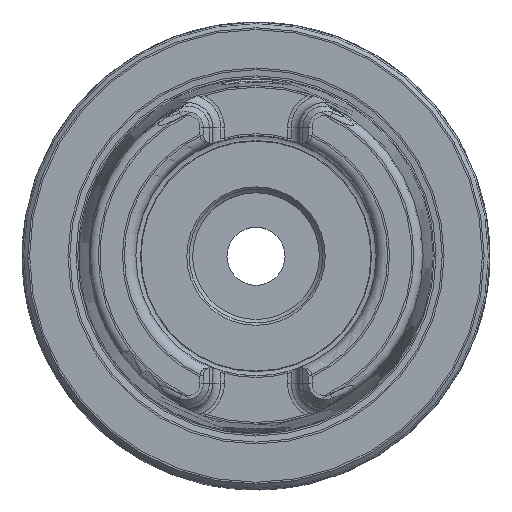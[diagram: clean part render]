
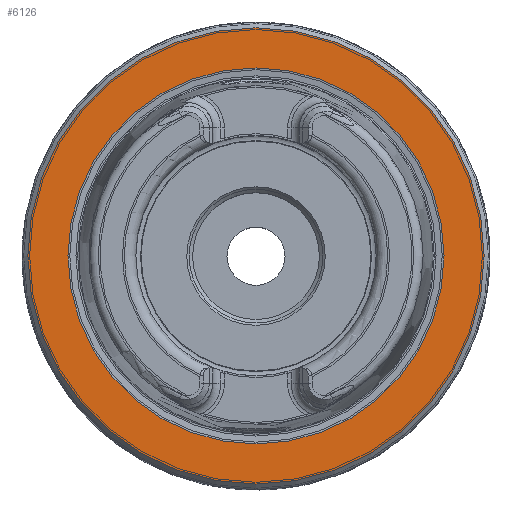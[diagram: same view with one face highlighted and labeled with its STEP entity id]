
A CAD part, top view. The second image highlights one B-rep face of the part: STEP entity #6126.
In plain terms, the highlighted planar face has unit normal (0, 0, 1).
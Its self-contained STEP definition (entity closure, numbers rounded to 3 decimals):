
#659=PLANE('',#6600);
#1679=ORIENTED_EDGE('',*,*,#2550,.T.);
#1680=ORIENTED_EDGE('',*,*,#2549,.F.);
#2549=EDGE_CURVE('',#3029,#3029,#3266,.T.);
#2550=EDGE_CURVE('',#3030,#3030,#3267,.T.);
#3029=VERTEX_POINT('',#9777);
#3030=VERTEX_POINT('',#9780);
#3266=CIRCLE('',#6599,16.195);
#3267=CIRCLE('',#6601,19.65);
#3550=EDGE_LOOP('',(#1679));
#3551=EDGE_LOOP('',(#1680));
#3910=FACE_BOUND('',#3550,.T.);
#3911=FACE_BOUND('',#3551,.T.);
#6126=ADVANCED_FACE('',(#3910,#3911),#659,.T.);
#6599=AXIS2_PLACEMENT_3D('',#9776,#7646,#7647);
#6600=AXIS2_PLACEMENT_3D('',#9778,#7648,#7649);
#6601=AXIS2_PLACEMENT_3D('',#9779,#7650,#7651);
#7646=DIRECTION('',(0.,0.,1.));
#7647=DIRECTION('',(1.,0.,0.));
#7648=DIRECTION('',(0.,0.,1.));
#7649=DIRECTION('',(1.,0.,0.));
#7650=DIRECTION('',(0.,0.,1.));
#7651=DIRECTION('',(1.,0.,0.));
#9776=CARTESIAN_POINT('',(0.,0.,0.2));
#9777=CARTESIAN_POINT('',(16.195,0.,0.2));
#9778=CARTESIAN_POINT('',(16.195,0.,0.2));
#9779=CARTESIAN_POINT('',(0.,0.,0.2));
#9780=CARTESIAN_POINT('',(19.65,0.,0.2));
